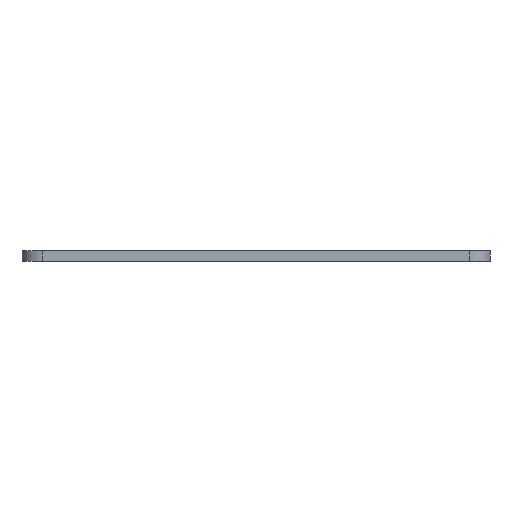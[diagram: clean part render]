
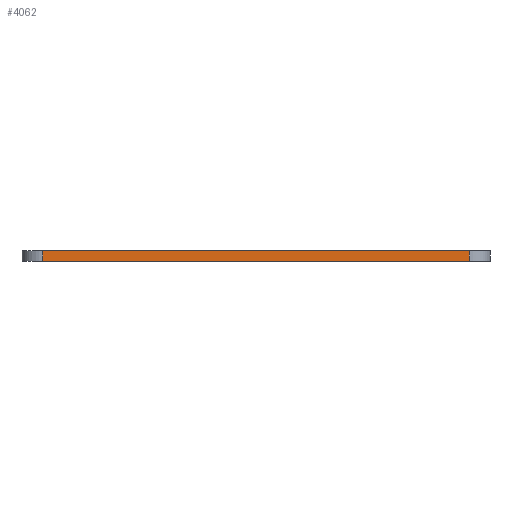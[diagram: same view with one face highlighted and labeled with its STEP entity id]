
A CAD part, left-side view. The second image highlights one B-rep face of the part: STEP entity #4062.
In plain terms, the highlighted planar face has unit normal (-1, 0, 0).
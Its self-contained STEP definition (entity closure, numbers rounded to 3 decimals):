
#89=PLANE('',#4328);
#262=FACE_OUTER_BOUND('',#466,.T.);
#466=EDGE_LOOP('',(#3053,#3054,#3055,#3056));
#813=LINE('',#6156,#1315);
#814=LINE('',#6160,#1316);
#815=LINE('',#6162,#1317);
#816=LINE('',#6163,#1318);
#1315=VECTOR('',#4981,10.);
#1316=VECTOR('',#4986,10.);
#1317=VECTOR('',#4987,10.);
#1318=VECTOR('',#4988,10.);
#1883=VERTEX_POINT('',#6153);
#1884=VERTEX_POINT('',#6155);
#1885=VERTEX_POINT('',#6159);
#1886=VERTEX_POINT('',#6161);
#2366=EDGE_CURVE('',#1884,#1883,#813,.T.);
#2368=EDGE_CURVE('',#1883,#1885,#814,.T.);
#2369=EDGE_CURVE('',#1886,#1885,#815,.T.);
#2370=EDGE_CURVE('',#1884,#1886,#816,.T.);
#3053=ORIENTED_EDGE('',*,*,#2368,.T.);
#3054=ORIENTED_EDGE('',*,*,#2369,.F.);
#3055=ORIENTED_EDGE('',*,*,#2370,.F.);
#3056=ORIENTED_EDGE('',*,*,#2366,.T.);
#4062=ADVANCED_FACE('',(#262),#89,.T.);
#4328=AXIS2_PLACEMENT_3D('',#6158,#4984,#4985);
#4981=DIRECTION('',(0.,0.,1.));
#4984=DIRECTION('center_axis',(-1.,0.,0.));
#4985=DIRECTION('ref_axis',(0.,-1.,0.));
#4986=DIRECTION('',(0.,1.,0.));
#4987=DIRECTION('',(0.,0.,1.));
#4988=DIRECTION('',(0.,1.,0.));
#6153=CARTESIAN_POINT('',(-22.5,-20.5,1.));
#6155=CARTESIAN_POINT('',(-22.5,-20.5,0.));
#6156=CARTESIAN_POINT('',(-22.5,-20.5,0.));
#6158=CARTESIAN_POINT('Origin',(-22.5,20.5,0.));
#6159=CARTESIAN_POINT('',(-22.5,20.5,1.));
#6160=CARTESIAN_POINT('',(-22.5,10.25,1.));
#6161=CARTESIAN_POINT('',(-22.5,20.5,0.));
#6162=CARTESIAN_POINT('',(-22.5,20.5,0.));
#6163=CARTESIAN_POINT('',(-22.5,10.25,0.));
